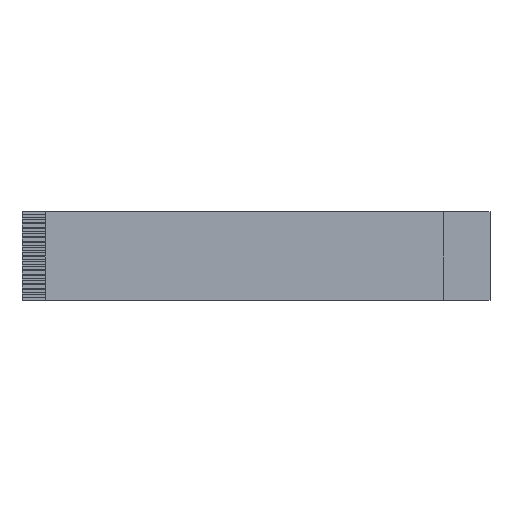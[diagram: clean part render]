
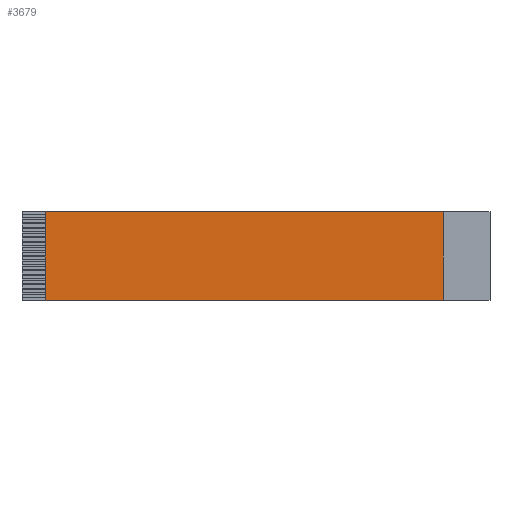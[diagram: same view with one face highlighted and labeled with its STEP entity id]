
A CAD part, top view. The second image highlights one B-rep face of the part: STEP entity #3679.
In plain terms, the highlighted planar face has unit normal (0, 0, 1).
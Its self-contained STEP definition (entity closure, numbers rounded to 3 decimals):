
#281=ORIENTED_EDGE('',*,*,#1067,.F.);
#282=ORIENTED_EDGE('',*,*,#940,.F.);
#283=ORIENTED_EDGE('',*,*,#1068,.T.);
#284=ORIENTED_EDGE('',*,*,#930,.T.);
#930=EDGE_CURVE('',#1334,#1333,#1577,.T.);
#940=EDGE_CURVE('',#1341,#1249,#1586,.T.);
#1067=EDGE_CURVE('',#1249,#1333,#1713,.T.);
#1068=EDGE_CURVE('',#1341,#1334,#1714,.T.);
#1249=VERTEX_POINT('',#4571);
#1333=VERTEX_POINT('',#4749);
#1334=VERTEX_POINT('',#4751);
#1341=VERTEX_POINT('',#4770);
#1577=LINE('',#4750,#1979);
#1586=LINE('',#4771,#1988);
#1713=LINE('',#5042,#2115);
#1714=LINE('',#5043,#2116);
#1979=VECTOR('',#3997,1000.);
#1988=VECTOR('',#4008,1000.);
#2115=VECTOR('',#4211,1000.);
#2116=VECTOR('',#4212,1000.);
#2337=EDGE_LOOP('',(#281,#282,#283,#284));
#2465=FACE_BOUND('',#2337,.T.);
#2593=PLANE('',#3814);
#3679=ADVANCED_FACE('',(#2465),#2593,.F.);
#3814=AXIS2_PLACEMENT_3D('',#5041,#4209,#4210);
#3997=DIRECTION('',(1.,0.,0.));
#4008=DIRECTION('',(1.,0.,0.));
#4209=DIRECTION('',(0.,0.,-1.));
#4210=DIRECTION('',(-1.,0.,0.));
#4211=DIRECTION('',(0.,-1.,0.));
#4212=DIRECTION('',(0.,-1.,0.));
#4571=CARTESIAN_POINT('',(40.,9.5,0.095));
#4749=CARTESIAN_POINT('',(40.,-9.5,0.095));
#4750=CARTESIAN_POINT('',(-45.,-9.5,0.095));
#4751=CARTESIAN_POINT('',(-45.,-9.5,0.095));
#4770=CARTESIAN_POINT('',(-45.,9.5,0.095));
#4771=CARTESIAN_POINT('',(-45.,9.5,0.095));
#5041=CARTESIAN_POINT('',(-45.,9.5,0.095));
#5042=CARTESIAN_POINT('',(40.,9.5,0.095));
#5043=CARTESIAN_POINT('',(-45.,9.5,0.095));
